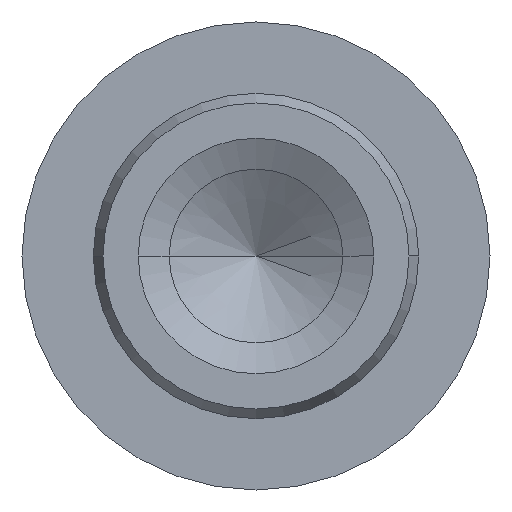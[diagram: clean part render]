
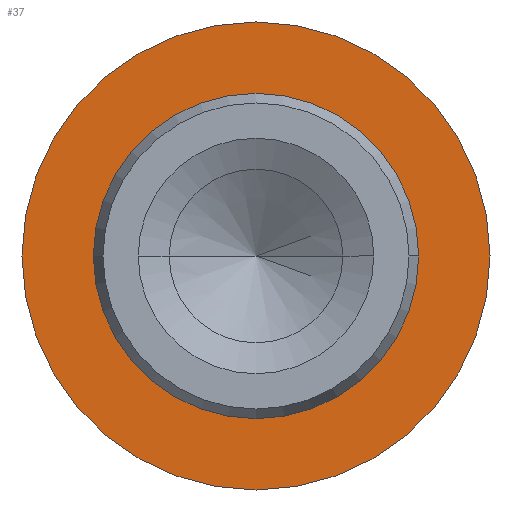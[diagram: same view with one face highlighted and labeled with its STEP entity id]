
A CAD part, front view. The second image highlights one B-rep face of the part: STEP entity #37.
In plain terms, the highlighted planar face has unit normal (0, -1, 0).
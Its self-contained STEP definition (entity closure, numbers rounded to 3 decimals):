
#27 = DIRECTION ( 'NONE',  ( -1., 0., 0. ) ) ;
#37 = ADVANCED_FACE ( 'NONE', ( #502, #424 ), #392, .T. ) ;
#53 = DIRECTION ( 'NONE',  ( 0., -1., 0. ) ) ;
#76 = AXIS2_PLACEMENT_3D ( 'NONE', #385, #181, #467 ) ;
#91 = ORIENTED_EDGE ( 'NONE', *, *, #231, .T. ) ;
#107 = DIRECTION ( 'NONE',  ( 1., 0., 0. ) ) ;
#110 = DIRECTION ( 'NONE',  ( 0., 1., 0. ) ) ;
#120 = DIRECTION ( 'NONE',  ( 0., 1., 0. ) ) ;
#172 = CARTESIAN_POINT ( 'NONE',  ( -1.105, -0.76, 0. ) ) ;
#173 = EDGE_LOOP ( 'NONE', ( #358, #91 ) ) ;
#174 = CIRCLE ( 'NONE', #504, 1.105 ) ;
#181 = DIRECTION ( 'NONE',  ( 0., 1., 0. ) ) ;
#187 = CARTESIAN_POINT ( 'NONE',  ( 1.59, -0.76, 0. ) ) ;
#203 = VERTEX_POINT ( 'NONE', #363 ) ;
#222 = AXIS2_PLACEMENT_3D ( 'NONE', #226, #335, #490 ) ;
#225 = CIRCLE ( 'NONE', #76, 1.59 ) ;
#226 = CARTESIAN_POINT ( 'NONE',  ( 0., -0.76, 0. ) ) ;
#231 = EDGE_CURVE ( 'NONE', #203, #404, #174, .T. ) ;
#252 = CIRCLE ( 'NONE', #222, 1.59 ) ;
#259 = ORIENTED_EDGE ( 'NONE', *, *, #365, .F. ) ;
#267 = EDGE_CURVE ( 'NONE', #404, #203, #295, .T. ) ;
#273 = DIRECTION ( 'NONE',  ( -1., 0., 0. ) ) ;
#280 = AXIS2_PLACEMENT_3D ( 'NONE', #438, #110, #273 ) ;
#295 = CIRCLE ( 'NONE', #280, 1.105 ) ;
#312 = CARTESIAN_POINT ( 'NONE',  ( -1.59, -0.76, 0. ) ) ;
#335 = DIRECTION ( 'NONE',  ( 0., 1., 0. ) ) ;
#358 = ORIENTED_EDGE ( 'NONE', *, *, #267, .T. ) ;
#363 = CARTESIAN_POINT ( 'NONE',  ( 1.105, -0.76, 0. ) ) ;
#365 = EDGE_CURVE ( 'NONE', #483, #457, #252, .T. ) ;
#377 = ORIENTED_EDGE ( 'NONE', *, *, #520, .F. ) ;
#385 = CARTESIAN_POINT ( 'NONE',  ( 0., -0.76, 0. ) ) ;
#392 = PLANE ( 'NONE',  #461 ) ;
#397 = CARTESIAN_POINT ( 'NONE',  ( 0., -0.76, 0. ) ) ;
#401 = EDGE_LOOP ( 'NONE', ( #259, #377 ) ) ;
#404 = VERTEX_POINT ( 'NONE', #172 ) ;
#424 = FACE_OUTER_BOUND ( 'NONE', #401, .T. ) ;
#430 = CARTESIAN_POINT ( 'NONE',  ( -1.59, -0.76, 0. ) ) ;
#438 = CARTESIAN_POINT ( 'NONE',  ( 0., -0.76, 0. ) ) ;
#457 = VERTEX_POINT ( 'NONE', #187 ) ;
#461 = AXIS2_PLACEMENT_3D ( 'NONE', #312, #53, #107 ) ;
#467 = DIRECTION ( 'NONE',  ( -1., 0., 0. ) ) ;
#483 = VERTEX_POINT ( 'NONE', #430 ) ;
#490 = DIRECTION ( 'NONE',  ( -1., 0., 0. ) ) ;
#502 = FACE_BOUND ( 'NONE', #173, .T. ) ;
#504 = AXIS2_PLACEMENT_3D ( 'NONE', #397, #120, #27 ) ;
#520 = EDGE_CURVE ( 'NONE', #457, #483, #225, .T. ) ;
